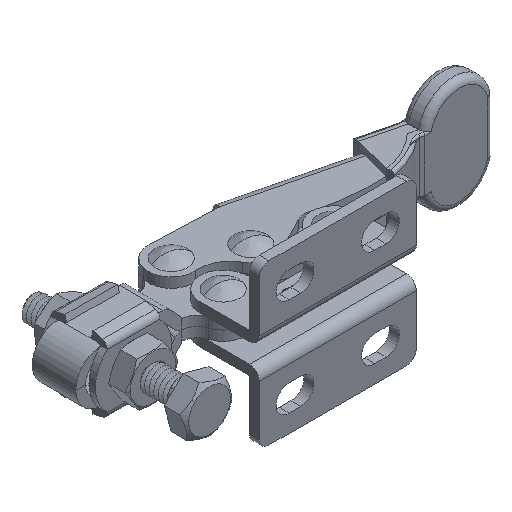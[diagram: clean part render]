
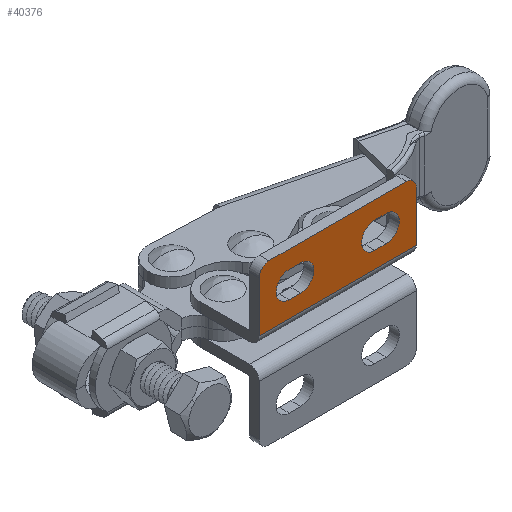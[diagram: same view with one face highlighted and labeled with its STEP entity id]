
A CAD part, isometric view. The second image highlights one B-rep face of the part: STEP entity #40376.
In plain terms, the highlighted planar face has unit normal (0, -1, 0).
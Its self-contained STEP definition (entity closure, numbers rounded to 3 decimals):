
#34784 = DIRECTION ( 'NONE',  ( 0., 0., -1. ) ) ;
#34785 = VECTOR ( 'NONE', #34784, 1000. ) ;
#34786 = CARTESIAN_POINT ( 'NONE',  ( 0., 0., 1.5 ) ) ;
#34787 = LINE ( 'NONE', #34786, #34785 ) ;
#34795 = CARTESIAN_POINT ( 'NONE',  ( 0., 0., 1.5 ) ) ;
#34839 = CARTESIAN_POINT ( 'NONE',  ( 0., 0., 9.2 ) ) ;
#34874 = CARTESIAN_POINT ( 'NONE',  ( -17.65, 0., 8. ) ) ;
#34876 = CARTESIAN_POINT ( 'NONE',  ( -24., 0., 1.5 ) ) ;
#34877 = CARTESIAN_POINT ( 'NONE',  ( 0., 0., 1.5 ) ) ;
#34879 = LINE ( 'NONE', #34926, #34925 ) ;
#34880 = AXIS2_PLACEMENT_3D ( 'NONE', #34877, #34929, #34928 ) ;
#34887 = LINE ( 'NONE', #34937, #34936 ) ;
#34888 = CIRCLE ( 'NONE', #34934, 2. ) ;
#34895 = FACE_BOUND ( 'NONE', #40445, .T. ) ;
#34903 = AXIS2_PLACEMENT_3D ( 'NONE', #34964, #34963, #34962 ) ;
#34904 = DIRECTION ( 'NONE',  ( 1., 0., 0. ) ) ;
#34905 = VECTOR ( 'NONE', #34904, 1000. ) ;
#34906 = DIRECTION ( 'NONE',  ( -1., 0., 0. ) ) ;
#34907 = VECTOR ( 'NONE', #34906, 1000. ) ;
#34908 = CARTESIAN_POINT ( 'NONE',  ( -4.6, 0., 4. ) ) ;
#34909 = DIRECTION ( 'NONE',  ( -1., 0., 0. ) ) ;
#34910 = DIRECTION ( 'NONE',  ( 0., 1., 0. ) ) ;
#34911 = CARTESIAN_POINT ( 'NONE',  ( -19.4, 0., 6. ) ) ;
#34912 = AXIS2_PLACEMENT_3D ( 'NONE', #34911, #34910, #34909 ) ;
#34913 = CIRCLE ( 'NONE', #34903, 2. ) ;
#34914 = CARTESIAN_POINT ( 'NONE',  ( 0., 0., 8. ) ) ;
#34915 = LINE ( 'NONE', #34914, #34905 ) ;
#34916 = CIRCLE ( 'NONE', #34912, 2. ) ;
#34917 = PLANE ( 'NONE',  #34880 ) ;
#34918 = CARTESIAN_POINT ( 'NONE',  ( -6.35, 0., 4. ) ) ;
#34919 = CARTESIAN_POINT ( 'NONE',  ( 0., 0., 4. ) ) ;
#34920 = LINE ( 'NONE', #34919, #34907 ) ;
#34921 = FACE_BOUND ( 'NONE', #40395, .T. ) ;
#34922 = CARTESIAN_POINT ( 'NONE',  ( -19.4, 0., 4. ) ) ;
#34923 = CARTESIAN_POINT ( 'NONE',  ( -17.65, 0., 4. ) ) ;
#34924 = DIRECTION ( 'NONE',  ( 1., 0., 0. ) ) ;
#34925 = VECTOR ( 'NONE', #34924, 1000. ) ;
#34926 = CARTESIAN_POINT ( 'NONE',  ( 0., 0., 10.7 ) ) ;
#34927 = CARTESIAN_POINT ( 'NONE',  ( -22.5, 0., 10.7 ) ) ;
#34928 = DIRECTION ( 'NONE',  ( -1., 0., 0. ) ) ;
#34929 = DIRECTION ( 'NONE',  ( 0., 1., 0. ) ) ;
#34930 = DIRECTION ( 'NONE',  ( -1., 0., 0. ) ) ;
#34931 = DIRECTION ( 'NONE',  ( 0., 1., 0. ) ) ;
#34932 = CARTESIAN_POINT ( 'NONE',  ( -4.6, 0., 6. ) ) ;
#34933 = FACE_OUTER_BOUND ( 'NONE', #40401, .T. ) ;
#34934 = AXIS2_PLACEMENT_3D ( 'NONE', #34932, #34931, #34930 ) ;
#34935 = DIRECTION ( 'NONE',  ( 1., 0., 0. ) ) ;
#34936 = VECTOR ( 'NONE', #34935, 1000. ) ;
#34937 = CARTESIAN_POINT ( 'NONE',  ( 0., 0., 8. ) ) ;
#34942 = CARTESIAN_POINT ( 'NONE',  ( -24., 0., 9.2 ) ) ;
#34946 = CARTESIAN_POINT ( 'NONE',  ( -6.35, 0., 6. ) ) ;
#34948 = DIRECTION ( 'NONE',  ( 0., 0., -1. ) ) ;
#34949 = VECTOR ( 'NONE', #34948, 1000. ) ;
#34952 = CARTESIAN_POINT ( 'NONE',  ( -24., 0., 1.5 ) ) ;
#34959 = LINE ( 'NONE', #34952, #34949 ) ;
#34960 = CARTESIAN_POINT ( 'NONE',  ( -1.5, 0., 10.7 ) ) ;
#34961 = CARTESIAN_POINT ( 'NONE',  ( -19.4, 0., 8. ) ) ;
#34962 = DIRECTION ( 'NONE',  ( -1., 0., 0. ) ) ;
#34963 = DIRECTION ( 'NONE',  ( 0., 1., 0. ) ) ;
#34964 = CARTESIAN_POINT ( 'NONE',  ( -17.65, 0., 6. ) ) ;
#34977 = DIRECTION ( 'NONE',  ( -1., 0., 0. ) ) ;
#34978 = VECTOR ( 'NONE', #34977, 1000. ) ;
#34979 = CARTESIAN_POINT ( 'NONE',  ( 0., 0., 4. ) ) ;
#34984 = LINE ( 'NONE', #34979, #34978 ) ;
#34997 = DIRECTION ( 'NONE',  ( -1., 0., 0. ) ) ;
#34998 = DIRECTION ( 'NONE',  ( 0., 1., 0. ) ) ;
#34999 = AXIS2_PLACEMENT_3D ( 'NONE', #34946, #34998, #34997 ) ;
#35000 = CIRCLE ( 'NONE', #34999, 2. ) ;
#35001 = CIRCLE ( 'NONE', #35005, 1.5 ) ;
#35002 = CARTESIAN_POINT ( 'NONE',  ( 0., 0., 1.5 ) ) ;
#35003 = LINE ( 'NONE', #35002, #35055 ) ;
#35005 = AXIS2_PLACEMENT_3D ( 'NONE', #35058, #35057, #35056 ) ;
#35009 = CIRCLE ( 'NONE', #35060, 1.5 ) ;
#35047 = DIRECTION ( 'NONE',  ( -1., 0., 0. ) ) ;
#35048 = DIRECTION ( 'NONE',  ( 0., -1., 0. ) ) ;
#35049 = CARTESIAN_POINT ( 'NONE',  ( -1.5, 0., 9.2 ) ) ;
#35050 = CARTESIAN_POINT ( 'NONE',  ( -6.35, 0., 8. ) ) ;
#35054 = DIRECTION ( 'NONE',  ( 1., 0., 0. ) ) ;
#35055 = VECTOR ( 'NONE', #35054, 1000. ) ;
#35056 = DIRECTION ( 'NONE',  ( -1., 0., 0. ) ) ;
#35057 = DIRECTION ( 'NONE',  ( 0., -1., 0. ) ) ;
#35058 = CARTESIAN_POINT ( 'NONE',  ( -22.5, 0., 9.2 ) ) ;
#35060 = AXIS2_PLACEMENT_3D ( 'NONE', #35049, #35048, #35047 ) ;
#35061 = CARTESIAN_POINT ( 'NONE',  ( -4.6, 0., 8. ) ) ;
#40299 = VERTEX_POINT ( 'NONE', #34795 ) ;
#40300 = EDGE_CURVE ( 'NONE', #40312, #40299, #34787, .T. ) ;
#40312 = VERTEX_POINT ( 'NONE', #34839 ) ;
#40332 = VERTEX_POINT ( 'NONE', #34874 ) ;
#40335 = VERTEX_POINT ( 'NONE', #34876 ) ;
#40366 = ORIENTED_EDGE ( 'NONE', *, *, #40404, .T. ) ;
#40367 = EDGE_CURVE ( 'NONE', #40449, #40447, #34887, .T. ) ;
#40369 = ORIENTED_EDGE ( 'NONE', *, *, #40448, .T. ) ;
#40370 = EDGE_CURVE ( 'NONE', #40447, #40383, #34888, .T. ) ;
#40372 = EDGE_CURVE ( 'NONE', #40377, #40388, #34879, .T. ) ;
#40373 = ORIENTED_EDGE ( 'NONE', *, *, #40370, .T. ) ;
#40374 = VERTEX_POINT ( 'NONE', #34923 ) ;
#40375 = VERTEX_POINT ( 'NONE', #34922 ) ;
#40376 = ADVANCED_FACE ( 'NONE', ( #34921, #34895, #34933 ), #34917, .F. ) ;
#40377 = VERTEX_POINT ( 'NONE', #34927 ) ;
#40378 = ORIENTED_EDGE ( 'NONE', *, *, #40408, .T. ) ;
#40379 = EDGE_CURVE ( 'NONE', #40375, #40391, #34916, .T. ) ;
#40380 = ORIENTED_EDGE ( 'NONE', *, *, #40367, .T. ) ;
#40381 = ORIENTED_EDGE ( 'NONE', *, *, #40379, .T. ) ;
#40382 = EDGE_CURVE ( 'NONE', #40391, #40332, #34915, .T. ) ;
#40383 = VERTEX_POINT ( 'NONE', #34908 ) ;
#40384 = VERTEX_POINT ( 'NONE', #34918 ) ;
#40385 = ORIENTED_EDGE ( 'NONE', *, *, #40382, .T. ) ;
#40386 = EDGE_CURVE ( 'NONE', #40332, #40374, #34913, .T. ) ;
#40387 = EDGE_CURVE ( 'NONE', #40383, #40384, #34920, .T. ) ;
#40388 = VERTEX_POINT ( 'NONE', #34960 ) ;
#40390 = EDGE_CURVE ( 'NONE', #40405, #40335, #34959, .T. ) ;
#40391 = VERTEX_POINT ( 'NONE', #34961 ) ;
#40395 = EDGE_LOOP ( 'NONE', ( #40378, #40381, #40385, #40444 ) ) ;
#40401 = EDGE_LOOP ( 'NONE', ( #40433, #40369, #40436, #40440, #40435, #40422 ) ) ;
#40404 = EDGE_CURVE ( 'NONE', #40384, #40449, #35000, .T. ) ;
#40405 = VERTEX_POINT ( 'NONE', #34942 ) ;
#40408 = EDGE_CURVE ( 'NONE', #40374, #40375, #34984, .T. ) ;
#40422 = ORIENTED_EDGE ( 'NONE', *, *, #40443, .T. ) ;
#40433 = ORIENTED_EDGE ( 'NONE', *, *, #40300, .F. ) ;
#40435 = ORIENTED_EDGE ( 'NONE', *, *, #40390, .T. ) ;
#40436 = ORIENTED_EDGE ( 'NONE', *, *, #40372, .F. ) ;
#40437 = EDGE_CURVE ( 'NONE', #40377, #40405, #35001, .T. ) ;
#40440 = ORIENTED_EDGE ( 'NONE', *, *, #40437, .T. ) ;
#40443 = EDGE_CURVE ( 'NONE', #40335, #40299, #35003, .T. ) ;
#40444 = ORIENTED_EDGE ( 'NONE', *, *, #40386, .T. ) ;
#40445 = EDGE_LOOP ( 'NONE', ( #40446, #40366, #40380, #40373 ) ) ;
#40446 = ORIENTED_EDGE ( 'NONE', *, *, #40387, .T. ) ;
#40447 = VERTEX_POINT ( 'NONE', #35061 ) ;
#40448 = EDGE_CURVE ( 'NONE', #40312, #40388, #35009, .T. ) ;
#40449 = VERTEX_POINT ( 'NONE', #35050 ) ;
